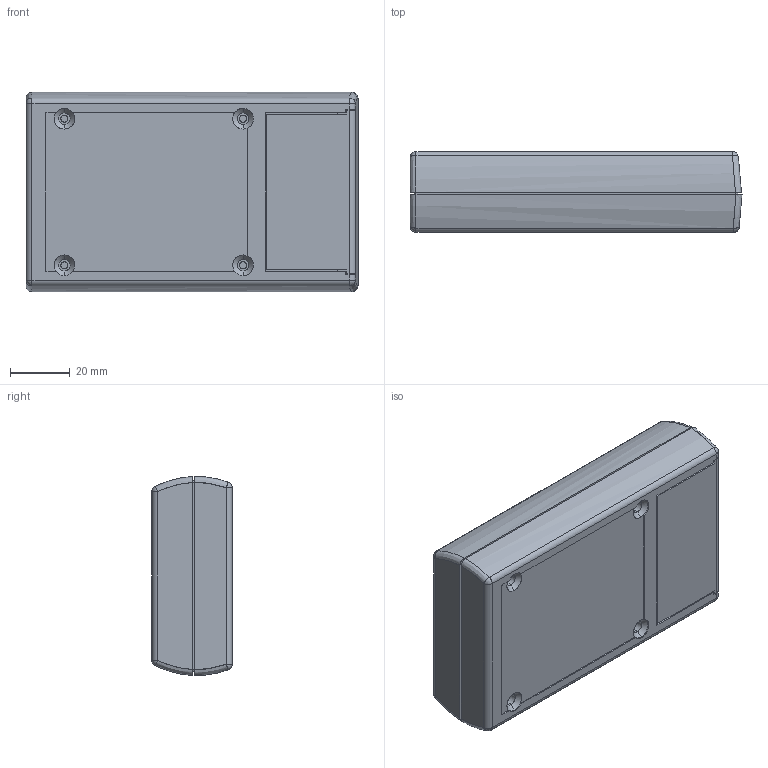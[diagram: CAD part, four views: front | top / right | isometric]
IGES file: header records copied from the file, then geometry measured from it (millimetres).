
Start section: SolidWorks IGES file using analytic representation for surfaces
Global section: file name: KMz 32.IGS; native system: SolidWorks 2008; preprocessor: SolidWorks 2008; author: user; date: 090515.170142; units: millimetre
Bounding box: 110.7 x 26.8 x 66.5 mm (x, y, z)
Surface area: 51073.1 mm2 (no closed solid volume)
Topology: 0 solids, 0 shells, 283 faces, 2300 edges, 2294 vertices
Faces by surface type: bspline 165, revolution 118
